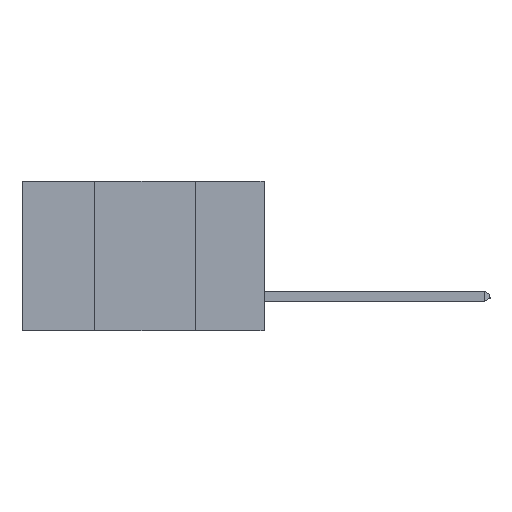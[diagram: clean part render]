
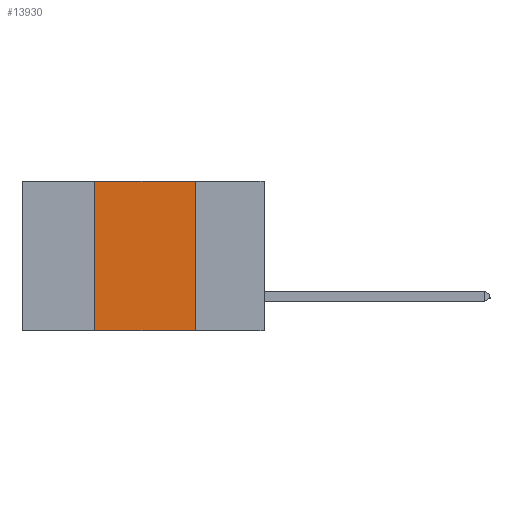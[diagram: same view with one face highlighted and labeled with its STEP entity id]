
A CAD part, left-side view. The second image highlights one B-rep face of the part: STEP entity #13930.
In plain terms, the highlighted planar face has unit normal (-1, 0, 0).
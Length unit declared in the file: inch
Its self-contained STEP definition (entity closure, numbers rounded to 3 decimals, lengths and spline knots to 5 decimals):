
#394 = VERTEX_POINT ( 'NONE', #1171 ) ;
#1077 = VERTEX_POINT ( 'NONE', #20973 ) ;
#1171 = CARTESIAN_POINT ( 'NONE',  ( 0., 0.17, 0. ) ) ;
#2199 = DIRECTION ( 'NONE',  ( 0., -1., 0. ) ) ;
#3152 = CARTESIAN_POINT ( 'NONE',  ( 0., 0.17, -0.37 ) ) ;
#3533 = DIRECTION ( 'NONE',  ( 0., 0., -1. ) ) ;
#3998 = VECTOR ( 'NONE', #18211, 39.37008 ) ;
#5699 = CARTESIAN_POINT ( 'NONE',  ( 0., 0.6, -0.37 ) ) ;
#6009 = DIRECTION ( 'NONE',  ( 0., -1., 0. ) ) ;
#6038 = VERTEX_POINT ( 'NONE', #7931 ) ;
#7258 = ORIENTED_EDGE ( 'NONE', *, *, #9869, .F. ) ;
#7931 = CARTESIAN_POINT ( 'NONE',  ( 0., 0.42, 0. ) ) ;
#8432 = ORIENTED_EDGE ( 'NONE', *, *, #22258, .F. ) ;
#8759 = CARTESIAN_POINT ( 'NONE',  ( 0., 0.42, 0. ) ) ;
#8806 = EDGE_CURVE ( 'NONE', #1077, #9366, #18411, .T. ) ;
#8985 = ORIENTED_EDGE ( 'NONE', *, *, #8806, .T. ) ;
#9366 = VERTEX_POINT ( 'NONE', #3152 ) ;
#9869 = EDGE_CURVE ( 'NONE', #1077, #6038, #13663, .T. ) ;
#10574 = DIRECTION ( 'NONE',  ( 0., 0., 1. ) ) ;
#12640 = CARTESIAN_POINT ( 'NONE',  ( 0., 0.6, 0. ) ) ;
#12859 = EDGE_LOOP ( 'NONE', ( #22670, #8432, #7258, #8985 ) ) ;
#13663 = LINE ( 'NONE', #8759, #22501 ) ;
#13678 = VECTOR ( 'NONE', #6009, 39.37008 ) ;
#13930 = ADVANCED_FACE ( 'NONE', ( #22401 ), #23234, .F. ) ;
#14467 = DIRECTION ( 'NONE',  ( 1., 0., 0. ) ) ;
#14555 = VECTOR ( 'NONE', #2199, 39.37008 ) ;
#16149 = EDGE_CURVE ( 'NONE', #394, #9366, #17897, .T. ) ;
#16478 = CARTESIAN_POINT ( 'NONE',  ( 0., 0.17, 0. ) ) ;
#17897 = LINE ( 'NONE', #16478, #3998 ) ;
#18211 = DIRECTION ( 'NONE',  ( 0., 0., -1. ) ) ;
#18411 = LINE ( 'NONE', #5699, #13678 ) ;
#19274 = LINE ( 'NONE', #22029, #14555 ) ;
#20973 = CARTESIAN_POINT ( 'NONE',  ( 0., 0.42, -0.37 ) ) ;
#21275 = AXIS2_PLACEMENT_3D ( 'NONE', #12640, #14467, #3533 ) ;
#22029 = CARTESIAN_POINT ( 'NONE',  ( 0., 0.6, 0. ) ) ;
#22258 = EDGE_CURVE ( 'NONE', #6038, #394, #19274, .T. ) ;
#22401 = FACE_OUTER_BOUND ( 'NONE', #12859, .T. ) ;
#22501 = VECTOR ( 'NONE', #10574, 39.37008 ) ;
#22670 = ORIENTED_EDGE ( 'NONE', *, *, #16149, .F. ) ;
#23234 = PLANE ( 'NONE',  #21275 ) ;
